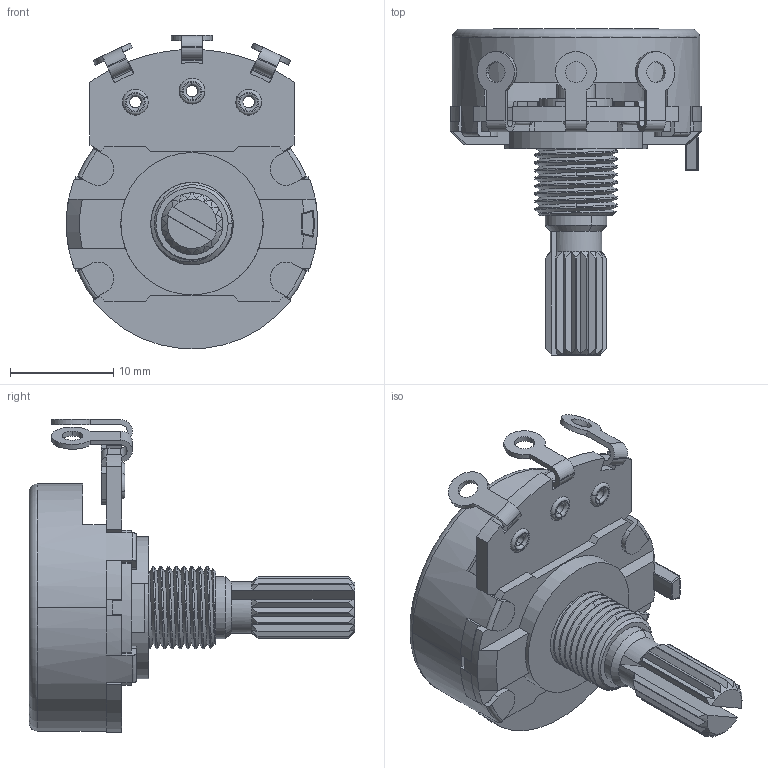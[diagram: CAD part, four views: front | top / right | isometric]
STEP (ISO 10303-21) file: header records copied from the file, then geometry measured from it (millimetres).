
FILE_DESCRIPTION((''),'2;1');
FILE_NAME('F24KNPA500K3L20KQC_SW0001','2018-08-22T',('ro0015'),(''),'PRO/ENGINEER BY PARAMETRIC TECHNOLOGY CORPORATION, 2012480','PRO/ENGINEER BY PARAMETRIC TECHNOLOGY CORPORATION, 2012480','');
FILE_SCHEMA(('CONFIG_CONTROL_DESIGN'));
Length unit declared in the file: millimetre
Products named in the file (1): F24KNPA500K3L20KQC_SW0001
Bounding box: 24.4 x 31.6 x 30.36 mm (x, y, z)
Volume: 2426.9 mm3; surface area: 4457.6 mm2
Topology: 1 solids, 1 shells, 416 faces, 1171 edges, 742 vertices
Faces by surface type: plane 220, cylinder 135, torus 27, cone 24, bspline 6, sphere 4
Entity records: 18677 total; most frequent: CARTESIAN_POINT 5955, ORIENTED_EDGE 2342, DIRECTION 2246, EDGE_CURVE 1171, AXIS2_PLACEMENT_3D 806, VERTEX_POINT 742, VECTOR 634, LINE 634
